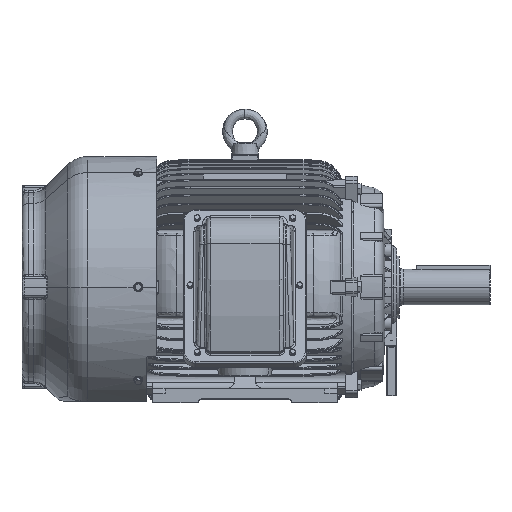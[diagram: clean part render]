
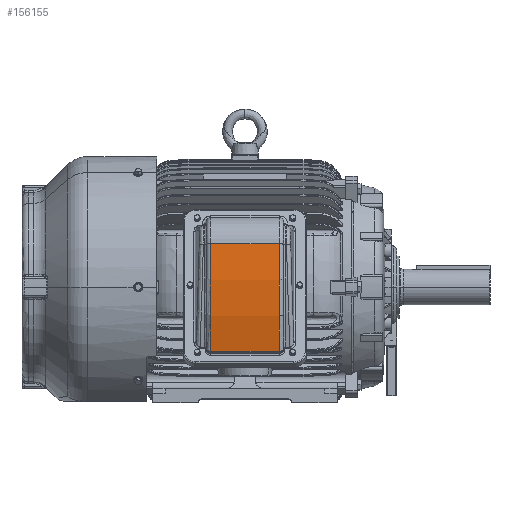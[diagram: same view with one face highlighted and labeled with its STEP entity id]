
A CAD part, front view. The second image highlights one B-rep face of the part: STEP entity #156155.
In plain terms, the highlighted cylindrical face has radius 750 mm (diameter 1500 mm), a partial arc.
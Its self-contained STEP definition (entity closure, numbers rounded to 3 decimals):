
#7262 = DIRECTION ( 'NONE',  ( 0., 1., 0. ) ) ;
#17835 = EDGE_CURVE ( 'NONE', #63997, #164425, #213489, .T. ) ;
#20041 = FACE_OUTER_BOUND ( 'NONE', #99642, .T. ) ;
#22032 = VERTEX_POINT ( 'NONE', #155084 ) ;
#25546 = DIRECTION ( 'NONE',  ( 1., 0., 0. ) ) ;
#29675 = CARTESIAN_POINT ( 'NONE',  ( -325.5, -595.814, -154.767 ) ) ;
#36240 = DIRECTION ( 'NONE',  ( 1., 0., 0. ) ) ;
#45830 = VECTOR ( 'NONE', #124508, 1000. ) ;
#48914 = CARTESIAN_POINT ( 'NONE',  ( -159.5, -595.814, -154.767 ) ) ;
#51415 = LINE ( 'NONE', #202658, #126168 ) ;
#53003 = CARTESIAN_POINT ( 'NONE',  ( -325.5, -613.986, 104.155 ) ) ;
#58602 = LINE ( 'NONE', #189375, #45830 ) ;
#63997 = VERTEX_POINT ( 'NONE', #53003 ) ;
#71890 = CARTESIAN_POINT ( 'NONE',  ( -242.5, 131.974, 26.411 ) ) ;
#73004 = CYLINDRICAL_SURFACE ( 'NONE', #128707, 750. ) ;
#73651 = ORIENTED_EDGE ( 'NONE', *, *, #17835, .T. ) ;
#75319 = CARTESIAN_POINT ( 'NONE',  ( -159.5, 131.974, 26.411 ) ) ;
#93552 = CIRCLE ( 'NONE', #155563, 750. ) ;
#99519 = ORIENTED_EDGE ( 'NONE', *, *, #181623, .F. ) ;
#99642 = EDGE_LOOP ( 'NONE', ( #126437, #73651, #120910, #99519 ) ) ;
#107269 = VERTEX_POINT ( 'NONE', #48914 ) ;
#107777 = DIRECTION ( 'NONE',  ( 1., 0., 0. ) ) ;
#109790 = AXIS2_PLACEMENT_3D ( 'NONE', #127037, #25546, #210276 ) ;
#113405 = EDGE_CURVE ( 'NONE', #164425, #107269, #51415, .T. ) ;
#120910 = ORIENTED_EDGE ( 'NONE', *, *, #113405, .T. ) ;
#124508 = DIRECTION ( 'NONE',  ( 1., 0., 0. ) ) ;
#126168 = VECTOR ( 'NONE', #36240, 1000. ) ;
#126437 = ORIENTED_EDGE ( 'NONE', *, *, #199133, .F. ) ;
#127037 = CARTESIAN_POINT ( 'NONE',  ( -325.5, 131.974, 26.411 ) ) ;
#128707 = AXIS2_PLACEMENT_3D ( 'NONE', #71890, #150846, #136731 ) ;
#136731 = DIRECTION ( 'NONE',  ( 0., -0.995, 0.104 ) ) ;
#150846 = DIRECTION ( 'NONE',  ( 1., 0., 0. ) ) ;
#155084 = CARTESIAN_POINT ( 'NONE',  ( -159.5, -613.986, 104.155 ) ) ;
#155563 = AXIS2_PLACEMENT_3D ( 'NONE', #75319, #107777, #7262 ) ;
#156155 = ADVANCED_FACE ( 'NONE', ( #20041 ), #73004, .T. ) ;
#164425 = VERTEX_POINT ( 'NONE', #29675 ) ;
#181623 = EDGE_CURVE ( 'NONE', #22032, #107269, #93552, .T. ) ;
#189375 = CARTESIAN_POINT ( 'NONE',  ( -242.5, -613.986, 104.155 ) ) ;
#199133 = EDGE_CURVE ( 'NONE', #63997, #22032, #58602, .T. ) ;
#202658 = CARTESIAN_POINT ( 'NONE',  ( -242.5, -595.814, -154.767 ) ) ;
#210276 = DIRECTION ( 'NONE',  ( 0., 1., 0. ) ) ;
#213489 = CIRCLE ( 'NONE', #109790, 750. ) ;
